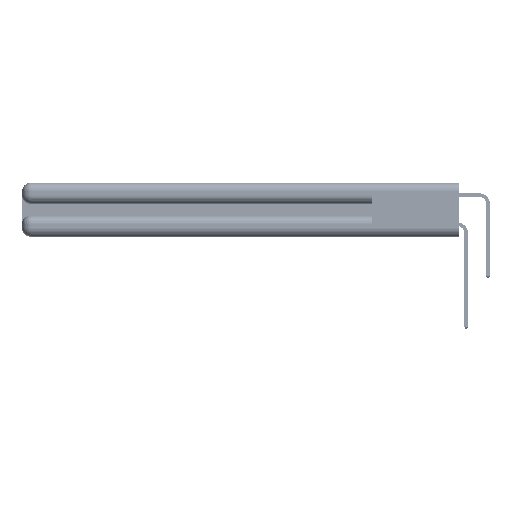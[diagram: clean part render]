
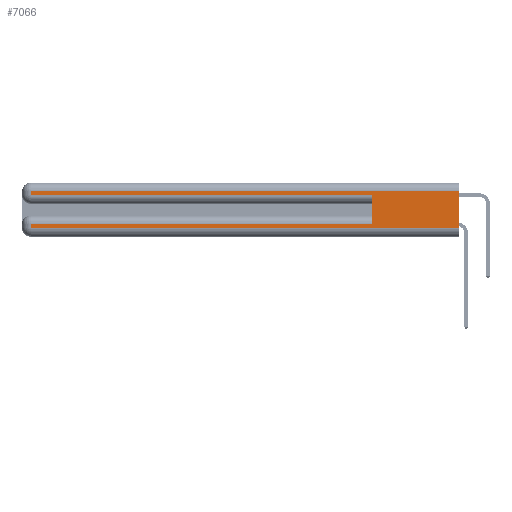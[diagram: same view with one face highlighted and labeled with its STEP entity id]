
A CAD part, left-side view. The second image highlights one B-rep face of the part: STEP entity #7066.
In plain terms, the highlighted planar face has unit normal (-1, 0, 0).
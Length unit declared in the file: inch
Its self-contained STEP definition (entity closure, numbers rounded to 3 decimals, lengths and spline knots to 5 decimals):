
#780 = EDGE_CURVE ( 'NONE', #9851, #38294, #13374, .T. ) ;
#2438 = AXIS2_PLACEMENT_3D ( 'NONE', #22241, #53837, #26804 ) ;
#2722 = VECTOR ( 'NONE', #44045, 39.37008 ) ;
#3575 = ORIENTED_EDGE ( 'NONE', *, *, #780, .T. ) ;
#4537 = DIRECTION ( 'NONE',  ( 0., 0., -1. ) ) ;
#7041 = DIRECTION ( 'NONE',  ( 0., 1., 0. ) ) ;
#7066 = ADVANCED_FACE ( 'NONE', ( #19070 ), #35731, .F. ) ;
#7845 = ORIENTED_EDGE ( 'NONE', *, *, #22119, .F. ) ;
#8903 = CARTESIAN_POINT ( 'NONE',  ( 0., 2.94, 0.37 ) ) ;
#8907 = LINE ( 'NONE', #47643, #30241 ) ;
#9851 = VERTEX_POINT ( 'NONE', #34584 ) ;
#11666 = CARTESIAN_POINT ( 'NONE',  ( 0., 0., 0.085 ) ) ;
#11909 = EDGE_CURVE ( 'NONE', #14361, #40488, #51505, .T. ) ;
#13169 = DIRECTION ( 'NONE',  ( 0., -1., 0. ) ) ;
#13374 = LINE ( 'NONE', #27520, #24022 ) ;
#14051 = DIRECTION ( 'NONE',  ( 0., -1., 0. ) ) ;
#14361 = VERTEX_POINT ( 'NONE', #54543 ) ;
#15269 = EDGE_CURVE ( 'NONE', #32999, #40488, #58268, .T. ) ;
#15336 = DIRECTION ( 'NONE',  ( 0., 1., 0. ) ) ;
#15443 = VECTOR ( 'NONE', #13169, 39.37008 ) ;
#16461 = CARTESIAN_POINT ( 'NONE',  ( 0., 0., 0.06 ) ) ;
#16744 = LINE ( 'NONE', #11666, #39409 ) ;
#19070 = FACE_OUTER_BOUND ( 'NONE', #23983, .T. ) ;
#21535 = CARTESIAN_POINT ( 'NONE',  ( 0., 2.94, 0.37 ) ) ;
#22078 = ORIENTED_EDGE ( 'NONE', *, *, #35419, .T. ) ;
#22119 = EDGE_CURVE ( 'NONE', #28686, #38294, #8907, .T. ) ;
#22148 = EDGE_CURVE ( 'NONE', #28686, #53151, #16744, .T. ) ;
#22241 = CARTESIAN_POINT ( 'NONE',  ( 0., 0., 0.37 ) ) ;
#22280 = VERTEX_POINT ( 'NONE', #53743 ) ;
#23983 = EDGE_LOOP ( 'NONE', ( #26298, #28469, #22078, #3575, #7845, #41940, #47581, #41262 ) ) ;
#24022 = VECTOR ( 'NONE', #14051, 39.37008 ) ;
#25623 = DIRECTION ( 'NONE',  ( 0., 0., -1. ) ) ;
#26298 = ORIENTED_EDGE ( 'NONE', *, *, #15269, .F. ) ;
#26804 = DIRECTION ( 'NONE',  ( 0., 0., -1. ) ) ;
#27520 = CARTESIAN_POINT ( 'NONE',  ( 0., 0., 0.285 ) ) ;
#28469 = ORIENTED_EDGE ( 'NONE', *, *, #36546, .T. ) ;
#28686 = VERTEX_POINT ( 'NONE', #32621 ) ;
#30241 = VECTOR ( 'NONE', #52185, 39.37008 ) ;
#31876 = LINE ( 'NONE', #21535, #2722 ) ;
#32621 = CARTESIAN_POINT ( 'NONE',  ( 0., 0.6, 0.085 ) ) ;
#32999 = VERTEX_POINT ( 'NONE', #37464 ) ;
#34584 = CARTESIAN_POINT ( 'NONE',  ( 0., 2.94, 0.285 ) ) ;
#35419 = EDGE_CURVE ( 'NONE', #22280, #9851, #31876, .T. ) ;
#35731 = PLANE ( 'NONE',  #2438 ) ;
#35784 = CARTESIAN_POINT ( 'NONE',  ( 0., 0., 0.06 ) ) ;
#36546 = EDGE_CURVE ( 'NONE', #32999, #22280, #57819, .T. ) ;
#36773 = LINE ( 'NONE', #8903, #47305 ) ;
#37464 = CARTESIAN_POINT ( 'NONE',  ( 0., 0., 0.31 ) ) ;
#38294 = VERTEX_POINT ( 'NONE', #44810 ) ;
#39409 = VECTOR ( 'NONE', #7041, 39.37008 ) ;
#40488 = VERTEX_POINT ( 'NONE', #16461 ) ;
#41262 = ORIENTED_EDGE ( 'NONE', *, *, #11909, .T. ) ;
#41940 = ORIENTED_EDGE ( 'NONE', *, *, #22148, .T. ) ;
#44045 = DIRECTION ( 'NONE',  ( 0., 0., -1. ) ) ;
#44810 = CARTESIAN_POINT ( 'NONE',  ( 0., 0.6, 0.285 ) ) ;
#47305 = VECTOR ( 'NONE', #4537, 39.37008 ) ;
#47581 = ORIENTED_EDGE ( 'NONE', *, *, #49383, .T. ) ;
#47643 = CARTESIAN_POINT ( 'NONE',  ( 0., 0.6, 0.145 ) ) ;
#48629 = VECTOR ( 'NONE', #15336, 39.37008 ) ;
#49383 = EDGE_CURVE ( 'NONE', #53151, #14361, #36773, .T. ) ;
#51505 = LINE ( 'NONE', #35784, #15443 ) ;
#51509 = CARTESIAN_POINT ( 'NONE',  ( 0., 0., 0.31 ) ) ;
#52185 = DIRECTION ( 'NONE',  ( 0., 0., 1. ) ) ;
#53151 = VERTEX_POINT ( 'NONE', #53677 ) ;
#53677 = CARTESIAN_POINT ( 'NONE',  ( 0., 2.94, 0.085 ) ) ;
#53743 = CARTESIAN_POINT ( 'NONE',  ( 0., 2.94, 0.31 ) ) ;
#53837 = DIRECTION ( 'NONE',  ( 1., 0., 0. ) ) ;
#54543 = CARTESIAN_POINT ( 'NONE',  ( 0., 2.94, 0.06 ) ) ;
#56834 = VECTOR ( 'NONE', #25623, 39.37008 ) ;
#57183 = CARTESIAN_POINT ( 'NONE',  ( 0., 0., 0.37 ) ) ;
#57819 = LINE ( 'NONE', #51509, #48629 ) ;
#58268 = LINE ( 'NONE', #57183, #56834 ) ;
